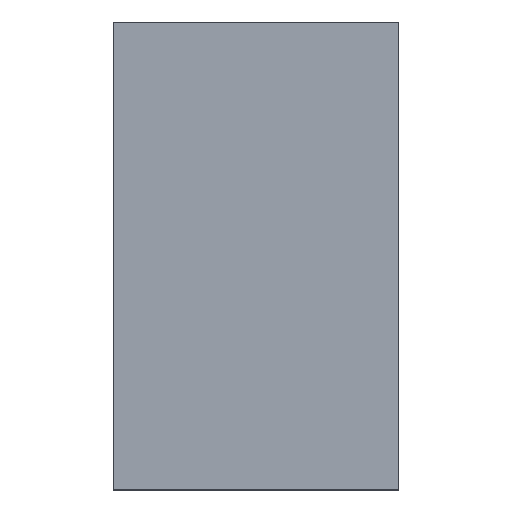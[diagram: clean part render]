
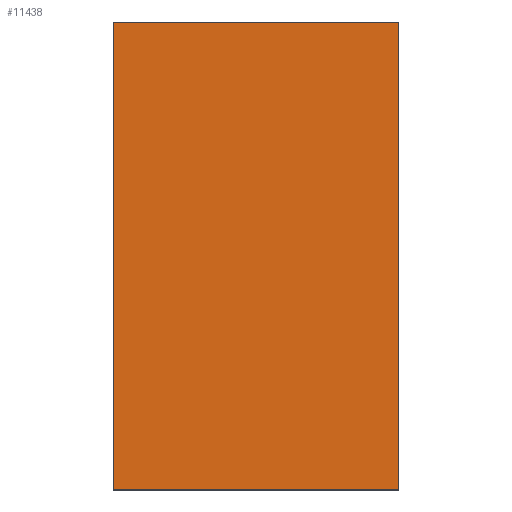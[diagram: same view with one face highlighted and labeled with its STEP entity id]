
A CAD part, top view. The second image highlights one B-rep face of the part: STEP entity #11438.
In plain terms, the highlighted planar face has unit normal (0, 0, 1).
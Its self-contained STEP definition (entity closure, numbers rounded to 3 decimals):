
#465 = EDGE_CURVE ( 'NONE', #6554, #1395, #3334, .T. ) ;
#1249 = CARTESIAN_POINT ( 'NONE',  ( 5.5, -9., 2.2 ) ) ;
#1309 = CARTESIAN_POINT ( 'NONE',  ( -5.5, 0., 2.2 ) ) ;
#1395 = VERTEX_POINT ( 'NONE', #10990 ) ;
#1610 = ORIENTED_EDGE ( 'NONE', *, *, #7008, .F. ) ;
#1805 = EDGE_LOOP ( 'NONE', ( #6463, #9358, #3410, #1610 ) ) ;
#2016 = EDGE_CURVE ( 'NONE', #6554, #3800, #4351, .T. ) ;
#2326 = VECTOR ( 'NONE', #6979, 1000. ) ;
#2509 = DIRECTION ( 'NONE',  ( 0., 1., 0. ) ) ;
#2948 = CARTESIAN_POINT ( 'NONE',  ( 0., 9., 2.2 ) ) ;
#3334 = LINE ( 'NONE', #5169, #5932 ) ;
#3395 = CARTESIAN_POINT ( 'NONE',  ( 0., -9., 2.2 ) ) ;
#3410 = ORIENTED_EDGE ( 'NONE', *, *, #465, .T. ) ;
#3710 = PLANE ( 'NONE',  #6619 ) ;
#3772 = DIRECTION ( 'NONE',  ( -1., 0., 0. ) ) ;
#3800 = VERTEX_POINT ( 'NONE', #11026 ) ;
#4351 = LINE ( 'NONE', #3395, #11565 ) ;
#4756 = VERTEX_POINT ( 'NONE', #5025 ) ;
#5025 = CARTESIAN_POINT ( 'NONE',  ( -5.5, 9., 2.2 ) ) ;
#5169 = CARTESIAN_POINT ( 'NONE',  ( 5.5, 0., 2.2 ) ) ;
#5932 = VECTOR ( 'NONE', #6098, 1000. ) ;
#6098 = DIRECTION ( 'NONE',  ( 0., 1., 0. ) ) ;
#6463 = ORIENTED_EDGE ( 'NONE', *, *, #11406, .F. ) ;
#6554 = VERTEX_POINT ( 'NONE', #1249 ) ;
#6619 = AXIS2_PLACEMENT_3D ( 'NONE', #9248, #11162, #2509 ) ;
#6787 = LINE ( 'NONE', #2948, #2326 ) ;
#6979 = DIRECTION ( 'NONE',  ( 1., 0., 0. ) ) ;
#7008 = EDGE_CURVE ( 'NONE', #4756, #1395, #6787, .T. ) ;
#8070 = LINE ( 'NONE', #1309, #9034 ) ;
#8447 = FACE_OUTER_BOUND ( 'NONE', #1805, .T. ) ;
#9034 = VECTOR ( 'NONE', #10081, 1000. ) ;
#9248 = CARTESIAN_POINT ( 'NONE',  ( 5.72, -9.36, 2.2 ) ) ;
#9358 = ORIENTED_EDGE ( 'NONE', *, *, #2016, .F. ) ;
#10081 = DIRECTION ( 'NONE',  ( 0., 1., 0. ) ) ;
#10990 = CARTESIAN_POINT ( 'NONE',  ( 5.5, 9., 2.2 ) ) ;
#11026 = CARTESIAN_POINT ( 'NONE',  ( -5.5, -9., 2.2 ) ) ;
#11162 = DIRECTION ( 'NONE',  ( 0., 0., 1. ) ) ;
#11406 = EDGE_CURVE ( 'NONE', #3800, #4756, #8070, .T. ) ;
#11438 = ADVANCED_FACE ( 'NONE', ( #8447 ), #3710, .T. ) ;
#11565 = VECTOR ( 'NONE', #3772, 1000. ) ;
